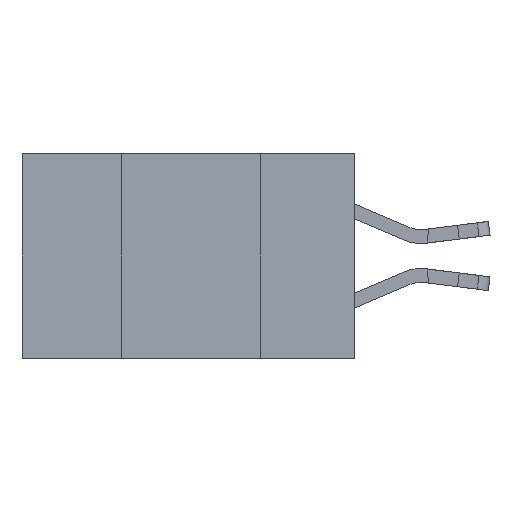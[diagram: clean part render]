
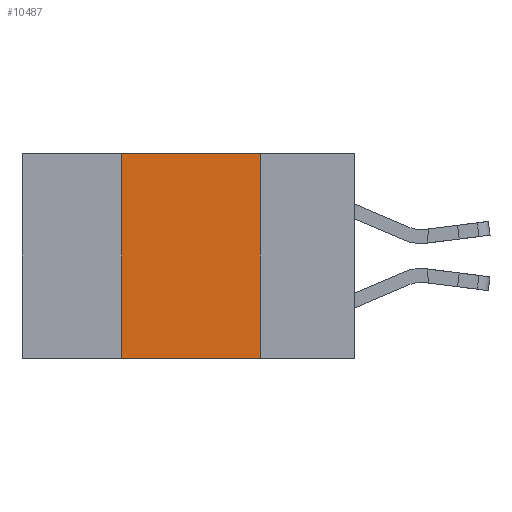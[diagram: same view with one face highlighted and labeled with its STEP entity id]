
A CAD part, left-side view. The second image highlights one B-rep face of the part: STEP entity #10487.
In plain terms, the highlighted planar face has unit normal (-1, 0, 0).
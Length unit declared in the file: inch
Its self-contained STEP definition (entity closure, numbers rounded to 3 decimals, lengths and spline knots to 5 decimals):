
#2471 = DIRECTION ( 'NONE',  ( 0., 0., 1. ) ) ;
#2700 = AXIS2_PLACEMENT_3D ( 'NONE', #4363, #8469, #22818 ) ;
#3136 = CARTESIAN_POINT ( 'NONE',  ( 0., 0.17, 0. ) ) ;
#3371 = EDGE_CURVE ( 'NONE', #17061, #23135, #10686, .T. ) ;
#4143 = ORIENTED_EDGE ( 'NONE', *, *, #23466, .F. ) ;
#4363 = CARTESIAN_POINT ( 'NONE',  ( 0., 0.6, 0. ) ) ;
#5346 = ORIENTED_EDGE ( 'NONE', *, *, #3371, .T. ) ;
#5756 = ORIENTED_EDGE ( 'NONE', *, *, #16258, .F. ) ;
#5889 = VECTOR ( 'NONE', #13517, 39.37008 ) ;
#5929 = VECTOR ( 'NONE', #2471, 39.37008 ) ;
#6559 = LINE ( 'NONE', #10619, #5929 ) ;
#6815 = VECTOR ( 'NONE', #19969, 39.37008 ) ;
#6907 = FACE_OUTER_BOUND ( 'NONE', #21200, .T. ) ;
#7019 = ORIENTED_EDGE ( 'NONE', *, *, #13831, .F. ) ;
#7469 = LINE ( 'NONE', #11778, #6815 ) ;
#7634 = LINE ( 'NONE', #9997, #24640 ) ;
#8469 = DIRECTION ( 'NONE',  ( 1., 0., 0. ) ) ;
#9903 = DIRECTION ( 'NONE',  ( 0., -1., 0. ) ) ;
#9997 = CARTESIAN_POINT ( 'NONE',  ( 0., 0.6, 0. ) ) ;
#10236 = CARTESIAN_POINT ( 'NONE',  ( 0., 0.6, -0.37 ) ) ;
#10487 = ADVANCED_FACE ( 'NONE', ( #6907 ), #20779, .F. ) ;
#10619 = CARTESIAN_POINT ( 'NONE',  ( 0., 0.42, 0. ) ) ;
#10686 = LINE ( 'NONE', #10236, #5889 ) ;
#11684 = CARTESIAN_POINT ( 'NONE',  ( 0., 0.17, -0.37 ) ) ;
#11778 = CARTESIAN_POINT ( 'NONE',  ( 0., 0.17, 0. ) ) ;
#13517 = DIRECTION ( 'NONE',  ( 0., -1., 0. ) ) ;
#13831 = EDGE_CURVE ( 'NONE', #19651, #20427, #7634, .T. ) ;
#16258 = EDGE_CURVE ( 'NONE', #17061, #19651, #6559, .T. ) ;
#17061 = VERTEX_POINT ( 'NONE', #17381 ) ;
#17381 = CARTESIAN_POINT ( 'NONE',  ( 0., 0.42, -0.37 ) ) ;
#19651 = VERTEX_POINT ( 'NONE', #21311 ) ;
#19969 = DIRECTION ( 'NONE',  ( 0., 0., -1. ) ) ;
#20427 = VERTEX_POINT ( 'NONE', #3136 ) ;
#20779 = PLANE ( 'NONE',  #2700 ) ;
#21200 = EDGE_LOOP ( 'NONE', ( #4143, #7019, #5756, #5346 ) ) ;
#21311 = CARTESIAN_POINT ( 'NONE',  ( 0., 0.42, 0. ) ) ;
#22818 = DIRECTION ( 'NONE',  ( 0., 0., -1. ) ) ;
#23135 = VERTEX_POINT ( 'NONE', #11684 ) ;
#23466 = EDGE_CURVE ( 'NONE', #20427, #23135, #7469, .T. ) ;
#24640 = VECTOR ( 'NONE', #9903, 39.37008 ) ;
